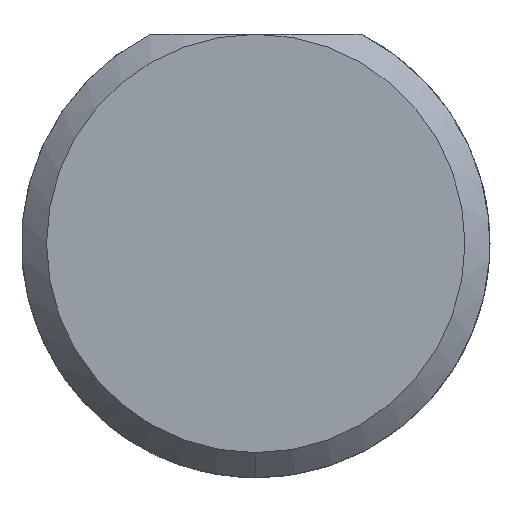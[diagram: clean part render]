
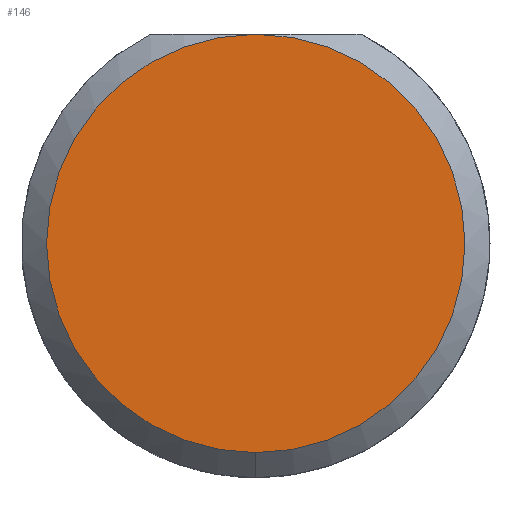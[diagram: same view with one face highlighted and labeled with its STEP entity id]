
A CAD part, left-side view. The second image highlights one B-rep face of the part: STEP entity #146.
In plain terms, the highlighted planar face has unit normal (-1, 0, 0).
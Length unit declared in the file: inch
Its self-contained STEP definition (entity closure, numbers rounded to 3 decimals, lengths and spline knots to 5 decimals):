
#31 = ORIENTED_EDGE ( 'NONE', *, *, #570, .T. ) ;
#50 = CIRCLE ( 'NONE', #417, 0.0836 ) ;
#64 = VERTEX_POINT ( 'NONE', #628 ) ;
#85 = DIRECTION ( 'NONE',  ( -1., 0., 0. ) ) ;
#105 = EDGE_CURVE ( 'NONE', #64, #435, #753, .T. ) ;
#106 = DIRECTION ( 'NONE',  ( 0., 0., -1. ) ) ;
#146 = ADVANCED_FACE ( 'NONE', ( #654 ), #783, .F. ) ;
#165 = AXIS2_PLACEMENT_3D ( 'NONE', #635, #85, #763 ) ;
#232 = AXIS2_PLACEMENT_3D ( 'NONE', #525, #538, #106 ) ;
#297 = DIRECTION ( 'NONE',  ( 0., 0., -1. ) ) ;
#417 = AXIS2_PLACEMENT_3D ( 'NONE', #419, #716, #297 ) ;
#419 = CARTESIAN_POINT ( 'NONE',  ( 0., 0., 0. ) ) ;
#435 = VERTEX_POINT ( 'NONE', #695 ) ;
#494 = ORIENTED_EDGE ( 'NONE', *, *, #105, .T. ) ;
#525 = CARTESIAN_POINT ( 'NONE',  ( 0., 0., 0. ) ) ;
#538 = DIRECTION ( 'NONE',  ( 1., 0., 0. ) ) ;
#570 = EDGE_CURVE ( 'NONE', #435, #64, #50, .T. ) ;
#628 = CARTESIAN_POINT ( 'NONE',  ( 0., 0., 0.0836 ) ) ;
#635 = CARTESIAN_POINT ( 'NONE',  ( 0., 0., 0. ) ) ;
#654 = FACE_OUTER_BOUND ( 'NONE', #670, .T. ) ;
#670 = EDGE_LOOP ( 'NONE', ( #494, #31 ) ) ;
#695 = CARTESIAN_POINT ( 'NONE',  ( 0., 0., -0.0836 ) ) ;
#716 = DIRECTION ( 'NONE',  ( -1., 0., 0. ) ) ;
#753 = CIRCLE ( 'NONE', #165, 0.0836 ) ;
#763 = DIRECTION ( 'NONE',  ( 0., 0., -1. ) ) ;
#783 = PLANE ( 'NONE',  #232 ) ;
